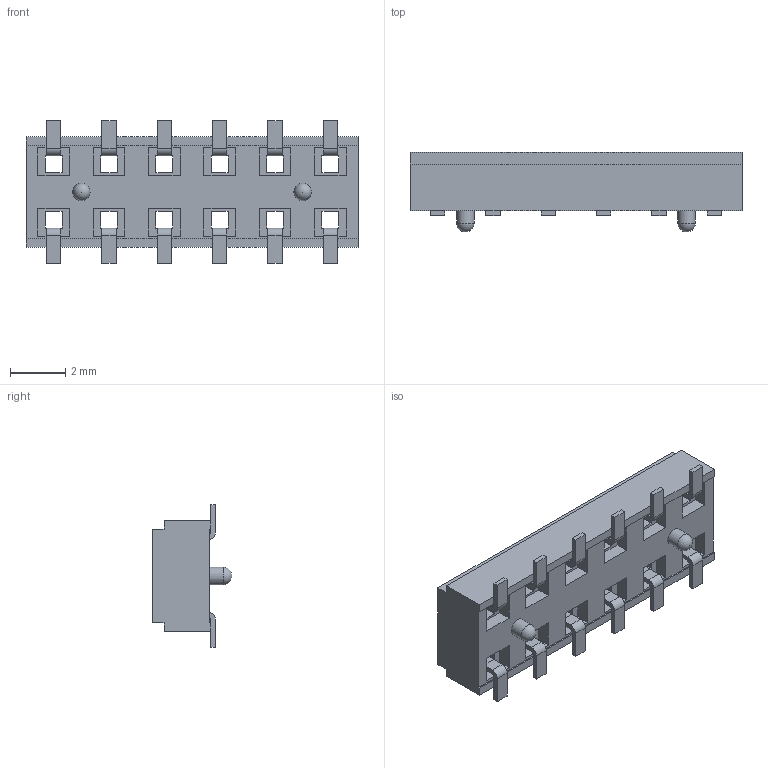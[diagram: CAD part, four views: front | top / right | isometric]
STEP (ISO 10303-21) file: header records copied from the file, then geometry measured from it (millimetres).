
FILE_DESCRIPTION(/* description */ ('STEP AP214'),/* implementation_level */ '2;1');
FILE_NAME(/* name */ 'CLT-106-02-F-D-A',/* time_stamp */ '2025-02-26T01:34:13+01:00',/* author */ ('License CC BY-ND 4.0'),/* organization */ ('CADENAS'),/* preprocessor_version */ 'ST-DEVELOPER v19.3',/* originating_system */ 'PARTsolutions',/* authorisation */ ' ');
FILE_SCHEMA (('AUTOMOTIVE_DESIGN {1 0 10303 214 3 1 1}'));
Length unit declared in the file: inch
Products named in the file (4): CLT-106-02-F-D-A; CLT-106-02-F-D_socket; C-0602-F-_pins; CLT_alignment_pins
Assembly tree (4 placements, depth 2):
  CLT-106-02-F-D-A
    CLT-106-02-F-D_socket
    C-0602-F-_pins
    CLT_alignment_pins  x2
Bounding box: 12 x 2.88 x 5.16 mm (x, y, z)
Volume: 83.2 mm3; surface area: 303.1 mm2
Topology: 4 solids, 4 shells, 244 faces, 663 edges, 442 vertices
Faces by surface type: plane 211, cylinder 31, sphere 2
Full cylindrical faces by diameter (mm): 0.635 x2, 0.889 x5
Entity records: 7622 total; most frequent: CARTESIAN_POINT 1330, ORIENTED_EDGE 1296, DIRECTION 1200, EDGE_CURVE 648, LINE 588, VECTOR 588, VERTEX_POINT 436, AXIS2_PLACEMENT_3D 306
